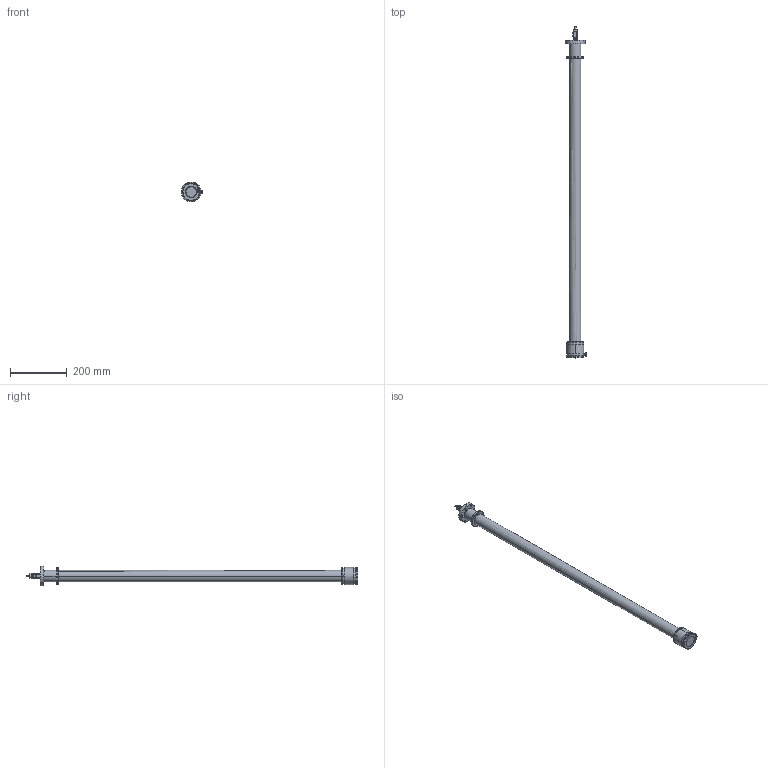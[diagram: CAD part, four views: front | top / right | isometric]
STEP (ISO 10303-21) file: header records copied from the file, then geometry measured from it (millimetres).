
FILE_DESCRIPTION(('CATIA V5 STEP Exchange','CAx-IF Rec.Pracs.--- Model Styling and Organization---1.2---2011-12-15'),'2;1');
FILE_NAME('RMJ40-1000-0050.stp','2020-03-03T13:14:46+00:00',('none'),('none'),'CATIA Version 5 Release 21 SP 6 (IN-10)','CATIA V5 STEP AP214','none');
FILE_SCHEMA(('AUTOMOTIVE_DESIGN { 1 0 10303 214 1 1 1 1 }'));
Length unit declared in the file: millimetre
Products named in the file (1): RMJ40-1000-0050
Bounding box: 74.75 x 1169.91 x 69.49 mm (x, y, z)
Volume: 379124 mm3; surface area: 452333.7 mm2
Topology: 1 solids, 19 shells, 861 faces, 2236 edges, 1399 vertices
Faces by surface type: cylinder 326, plane 295, cone 150, torus 56, sphere 34
Entity records: 26305 total; most frequent: CARTESIAN_POINT 6817, ORIENTED_EDGE 4436, DIRECTION 2874, EDGE_CURVE 2218, AXIS2_PLACEMENT_3D 1461, VERTEX_POINT 1399, EDGE_LOOP 999, CIRCLE 961
